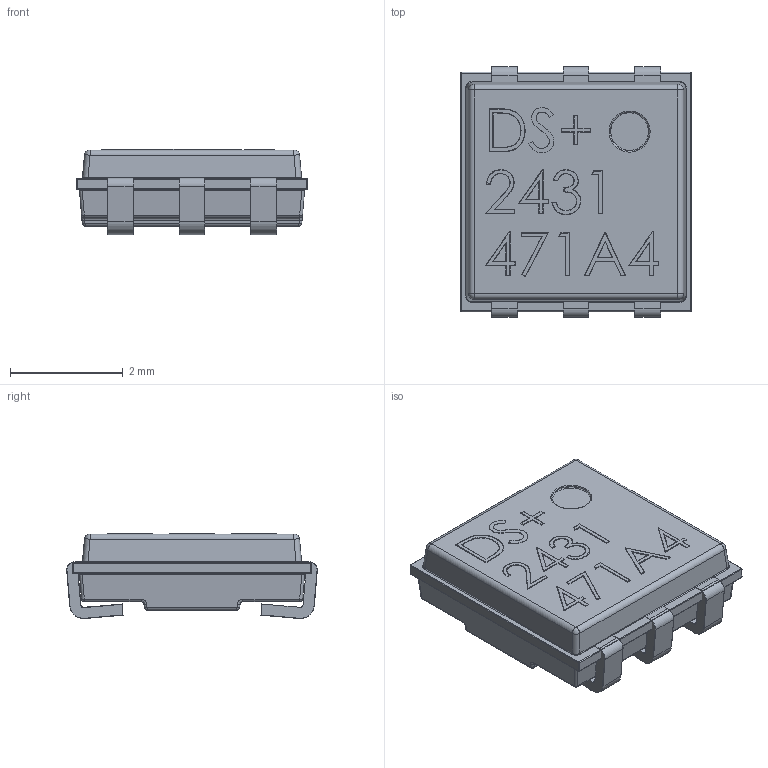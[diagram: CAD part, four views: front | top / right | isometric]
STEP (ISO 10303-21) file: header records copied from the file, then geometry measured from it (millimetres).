
FILE_DESCRIPTION(/* description */ (''),/* implementation_level */ '2;1');
FILE_NAME(/* name */ '6L TSOC Maxim.stp',/* time_stamp */ '2015-04-29T15:00:49+02:00',/* author */ ('MHerrwerth'),/* organization */ (''),/* preprocessor_version */ 'ST-DEVELOPER v15.6',/* originating_system */ 'Autodesk Inventor 2015',/* authorisation */ '');
FILE_SCHEMA (('AUTOMOTIVE_DESIGN { 1 0 10303 214 3 1 1 }'));
Length unit declared in the file: millimetre
Products named in the file (1): 6L TSOC Maxim
Bounding box: 4.1 x 4.45 x 1.51 mm (x, y, z)
Volume: 20.8 mm3; surface area: 69.3 mm2
Topology: 7 solids, 7 shells, 566 faces, 1316 edges, 784 vertices
Faces by surface type: cylinder 222, plane 195, bspline 81, torus 48, sphere 20
Full cylindrical faces by diameter (mm): 0.7 x1
Entity records: 18186 total; most frequent: CARTESIAN_POINT 5075, ORIENTED_EDGE 2626, DIRECTION 2585, EDGE_CURVE 1313, AXIS2_PLACEMENT_3D 920, VERTEX_POINT 784, LINE 745, VECTOR 745
